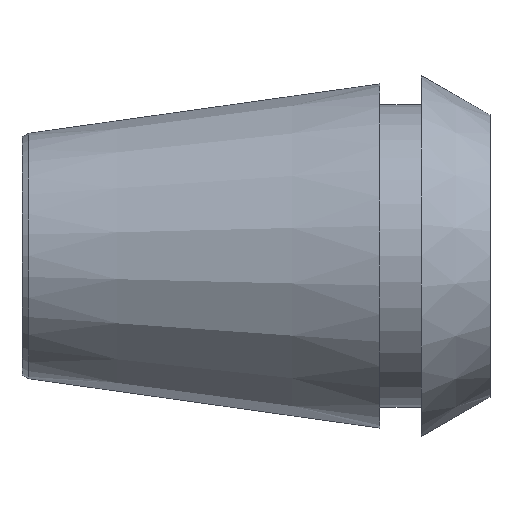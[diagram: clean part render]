
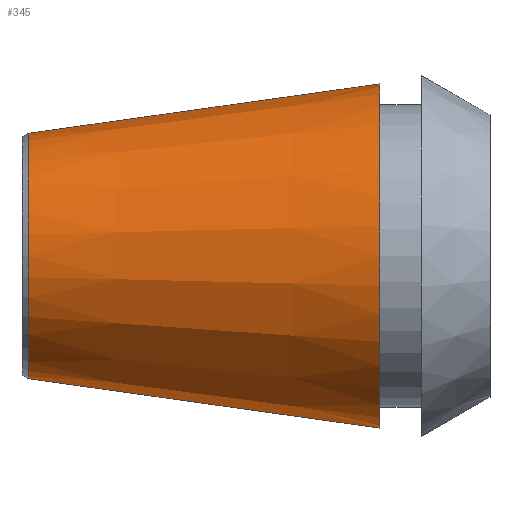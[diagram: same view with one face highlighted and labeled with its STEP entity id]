
A CAD part, top view. The second image highlights one B-rep face of the part: STEP entity #345.
In plain terms, the highlighted conical face has half-angle 8.002 degrees and reference radius 10.708 mm.
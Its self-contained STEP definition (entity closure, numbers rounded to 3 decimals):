
#67=CARTESIAN_POINT('',(-33.5,0.,0.));
#68=DIRECTION('',(1.,0.,0.));
#69=DIRECTION('',(0.,1.,0.));
#70=AXIS2_PLACEMENT_3D('',#67,#68,#69);
#72=CARTESIAN_POINT('',(-8.,0.,0.));
#73=DIRECTION('',(1.,0.,0.));
#74=DIRECTION('',(0.,1.,0.));
#75=AXIS2_PLACEMENT_3D('',#72,#73,#74);
#164=DIRECTION('',(-0.99,0.139,0.));
#165=VECTOR('',#164,25.751);
#166=CARTESIAN_POINT('',(-8.,-12.5,0.));
#167=LINE('',#166,#165);
#173=DIRECTION('',(-0.99,-0.139,0.));
#174=VECTOR('',#173,25.751);
#175=CARTESIAN_POINT('',(-8.,12.5,0.));
#176=LINE('',#175,#174);
#197=CARTESIAN_POINT('',(-33.5,8.915,0.));
#198=CARTESIAN_POINT('',(-33.5,-8.915,0.));
#199=VERTEX_POINT('',#197);
#200=VERTEX_POINT('',#198);
#209=CARTESIAN_POINT('',(-8.,12.5,0.));
#210=CARTESIAN_POINT('',(-8.,-12.5,0.));
#211=VERTEX_POINT('',#209);
#212=VERTEX_POINT('',#210);
#331=CARTESIAN_POINT('',(-20.75,0.,0.));
#332=DIRECTION('',(1.,0.,0.));
#333=DIRECTION('',(0.,-1.,0.));
#334=AXIS2_PLACEMENT_3D('',#331,#332,#333);
#335=CONICAL_SURFACE('',#334,10.708,8.002);
#337=ORIENTED_EDGE('',*,*,#336,.F.);
#339=ORIENTED_EDGE('',*,*,#338,.F.);
#340=ORIENTED_EDGE('',*,*,#320,.T.);
#342=ORIENTED_EDGE('',*,*,#341,.T.);
#343=EDGE_LOOP('',(#337,#339,#340,#342));
#344=FACE_OUTER_BOUND('',#343,.F.);
#345=ADVANCED_FACE('',(#344),#335,.T.);
#71=CIRCLE('',#70,8.915);
#76=CIRCLE('',#75,12.5);
#320=EDGE_CURVE('',#211,#212,#76,.T.);
#336=EDGE_CURVE('',#199,#200,#71,.T.);
#338=EDGE_CURVE('',#211,#199,#176,.T.);
#341=EDGE_CURVE('',#212,#200,#167,.T.);
